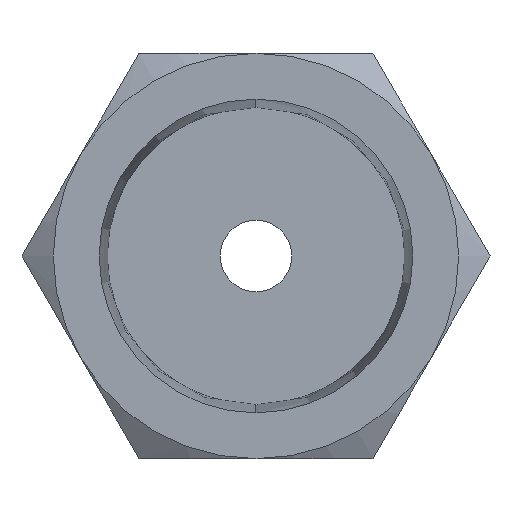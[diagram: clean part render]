
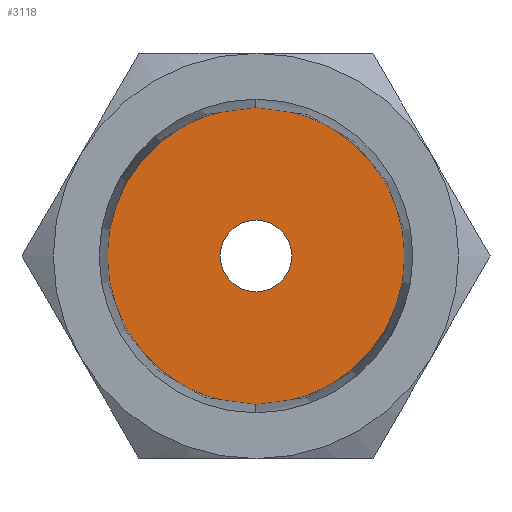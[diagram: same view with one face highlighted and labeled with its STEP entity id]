
A CAD part, front view. The second image highlights one B-rep face of the part: STEP entity #3118.
In plain terms, the highlighted planar face has unit normal (0, -1, 0).
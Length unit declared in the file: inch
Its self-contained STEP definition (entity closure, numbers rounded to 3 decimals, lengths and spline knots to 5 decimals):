
#42 = FACE_OUTER_BOUND ( 'NONE', #3126, .T. ) ;
#79 = FACE_BOUND ( 'NONE', #2620, .T. ) ;
#84 = DIRECTION ( 'NONE',  ( 0., 0., -1. ) ) ;
#89 = EDGE_CURVE ( 'NONE', #2878, #2398, #564, .T. ) ;
#140 = DIRECTION ( 'NONE',  ( 0., -1., 0. ) ) ;
#191 = CARTESIAN_POINT ( 'NONE',  ( 0., 0.43307, 0. ) ) ;
#212 = AXIS2_PLACEMENT_3D ( 'NONE', #1374, #1337, #2089 ) ;
#420 = PLANE ( 'NONE',  #982 ) ;
#564 = CIRCLE ( 'NONE', #212, 0.05906 ) ;
#635 = DIRECTION ( 'NONE',  ( 0., -1., 0. ) ) ;
#652 = EDGE_CURVE ( 'NONE', #2402, #2035, #921, .T. ) ;
#921 = CIRCLE ( 'NONE', #3198, 0.24546 ) ;
#928 = DIRECTION ( 'NONE',  ( 0., -1., 0. ) ) ;
#932 = ORIENTED_EDGE ( 'NONE', *, *, #652, .T. ) ;
#982 = AXIS2_PLACEMENT_3D ( 'NONE', #2209, #928, #2869 ) ;
#1133 = AXIS2_PLACEMENT_3D ( 'NONE', #2341, #635, #2612 ) ;
#1137 = CIRCLE ( 'NONE', #1133, 0.24546 ) ;
#1197 = DIRECTION ( 'NONE',  ( 0., 1., 0. ) ) ;
#1270 = EDGE_CURVE ( 'NONE', #2398, #2878, #2957, .T. ) ;
#1289 = ORIENTED_EDGE ( 'NONE', *, *, #89, .T. ) ;
#1337 = DIRECTION ( 'NONE',  ( 0., 1., 0. ) ) ;
#1374 = CARTESIAN_POINT ( 'NONE',  ( 0., 0.43307, 0. ) ) ;
#1885 = CARTESIAN_POINT ( 'NONE',  ( 0., 0.43307, 0.05906 ) ) ;
#2035 = VERTEX_POINT ( 'NONE', #2543 ) ;
#2089 = DIRECTION ( 'NONE',  ( 0., 0., -1. ) ) ;
#2109 = AXIS2_PLACEMENT_3D ( 'NONE', #2857, #1197, #3140 ) ;
#2142 = ORIENTED_EDGE ( 'NONE', *, *, #1270, .T. ) ;
#2209 = CARTESIAN_POINT ( 'NONE',  ( 0.15226, 0.43307, 0. ) ) ;
#2213 = EDGE_CURVE ( 'NONE', #2035, #2402, #1137, .T. ) ;
#2248 = ORIENTED_EDGE ( 'NONE', *, *, #2213, .T. ) ;
#2341 = CARTESIAN_POINT ( 'NONE',  ( 0., 0.43307, 0. ) ) ;
#2398 = VERTEX_POINT ( 'NONE', #1885 ) ;
#2402 = VERTEX_POINT ( 'NONE', #2424 ) ;
#2424 = CARTESIAN_POINT ( 'NONE',  ( 0., 0.43307, 0.24546 ) ) ;
#2543 = CARTESIAN_POINT ( 'NONE',  ( 0., 0.43307, -0.24546 ) ) ;
#2550 = CARTESIAN_POINT ( 'NONE',  ( 0., 0.43307, -0.05906 ) ) ;
#2612 = DIRECTION ( 'NONE',  ( 0., 0., -1. ) ) ;
#2620 = EDGE_LOOP ( 'NONE', ( #1289, #2142 ) ) ;
#2857 = CARTESIAN_POINT ( 'NONE',  ( 0., 0.43307, 0. ) ) ;
#2869 = DIRECTION ( 'NONE',  ( 0., 0., -1. ) ) ;
#2878 = VERTEX_POINT ( 'NONE', #2550 ) ;
#2957 = CIRCLE ( 'NONE', #2109, 0.05906 ) ;
#3118 = ADVANCED_FACE ( 'NONE', ( #79, #42 ), #420, .T. ) ;
#3126 = EDGE_LOOP ( 'NONE', ( #2248, #932 ) ) ;
#3140 = DIRECTION ( 'NONE',  ( 0., 0., -1. ) ) ;
#3198 = AXIS2_PLACEMENT_3D ( 'NONE', #191, #140, #84 ) ;
